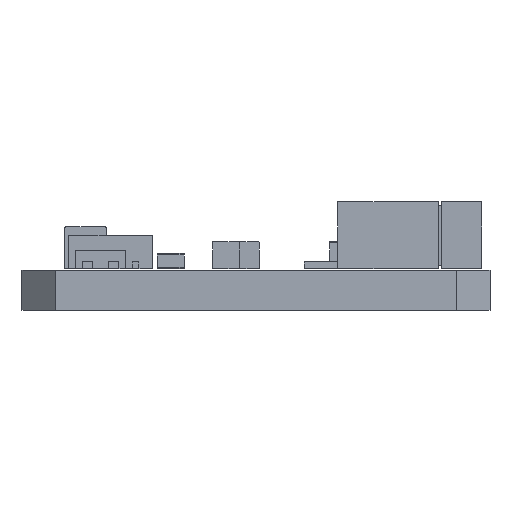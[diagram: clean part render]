
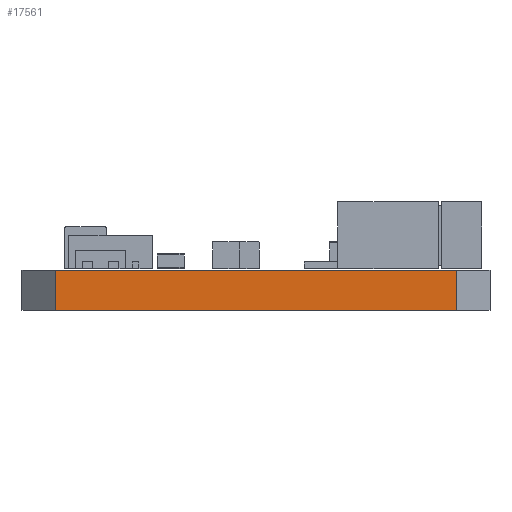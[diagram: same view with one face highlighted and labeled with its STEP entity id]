
A CAD part, left-side view. The second image highlights one B-rep face of the part: STEP entity #17561.
In plain terms, the highlighted planar face has unit normal (-1, 0, 0).
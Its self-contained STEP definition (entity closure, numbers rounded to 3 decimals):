
#16835 = PLANE('',#16836);
#16836 = AXIS2_PLACEMENT_3D('',#16837,#16838,#16839);
#16837 = CARTESIAN_POINT('',(-10.,1.,0.));
#16838 = DIRECTION('',(0.707,0.707,-0.));
#16839 = DIRECTION('',(0.707,-0.707,0.));
#16863 = PLANE('',#16864);
#16864 = AXIS2_PLACEMENT_3D('',#16865,#16866,#16867);
#16865 = CARTESIAN_POINT('',(0.,7.,1.2));
#16866 = DIRECTION('',(0.,0.,1.));
#16867 = DIRECTION('',(1.,0.,-0.));
#16917 = PLANE('',#16918);
#16918 = AXIS2_PLACEMENT_3D('',#16919,#16920,#16921);
#16919 = CARTESIAN_POINT('',(0.,7.,0.));
#16920 = DIRECTION('',(0.,0.,1.));
#16921 = DIRECTION('',(1.,0.,-0.));
#16932 = EDGE_CURVE('',#16933,#16935,#16937,.T.);
#16933 = VERTEX_POINT('',#16934);
#16934 = CARTESIAN_POINT('',(-10.,1.,0.));
#16935 = VERTEX_POINT('',#16936);
#16936 = CARTESIAN_POINT('',(-10.,1.,1.2));
#16937 = SURFACE_CURVE('',#16938,(#16942,#16949),.PCURVE_S1.);
#16938 = LINE('',#16939,#16940);
#16939 = CARTESIAN_POINT('',(-10.,1.,0.));
#16940 = VECTOR('',#16941,1.);
#16941 = DIRECTION('',(0.,0.,1.));
#16942 = PCURVE('',#16835,#16943);
#16943 = DEFINITIONAL_REPRESENTATION('',(#16944),#16948);
#16944 = LINE('',#16945,#16946);
#16945 = CARTESIAN_POINT('',(0.,0.));
#16946 = VECTOR('',#16947,1.);
#16947 = DIRECTION('',(0.,-1.));
#16948 = ( GEOMETRIC_REPRESENTATION_CONTEXT(2) 
PARAMETRIC_REPRESENTATION_CONTEXT() REPRESENTATION_CONTEXT('2D SPACE',''
  ) );
#16949 = PCURVE('',#16950,#16955);
#16950 = PLANE('',#16951);
#16951 = AXIS2_PLACEMENT_3D('',#16952,#16953,#16954);
#16952 = CARTESIAN_POINT('',(-10.,13.,0.));
#16953 = DIRECTION('',(1.,0.,-0.));
#16954 = DIRECTION('',(0.,-1.,0.));
#16955 = DEFINITIONAL_REPRESENTATION('',(#16956),#16960);
#16956 = LINE('',#16957,#16958);
#16957 = CARTESIAN_POINT('',(12.,0.));
#16958 = VECTOR('',#16959,1.);
#16959 = DIRECTION('',(0.,-1.));
#16960 = ( GEOMETRIC_REPRESENTATION_CONTEXT(2) 
PARAMETRIC_REPRESENTATION_CONTEXT() REPRESENTATION_CONTEXT('2D SPACE',''
  ) );
#17166 = VERTEX_POINT('',#17167);
#17167 = CARTESIAN_POINT('',(-10.,13.,0.));
#17181 = PLANE('',#17182);
#17182 = AXIS2_PLACEMENT_3D('',#17183,#17184,#17185);
#17183 = CARTESIAN_POINT('',(-9.,14.,0.));
#17184 = DIRECTION('',(0.707,-0.707,0.));
#17185 = DIRECTION('',(-0.707,-0.707,0.));
#17193 = EDGE_CURVE('',#17166,#16933,#17194,.T.);
#17194 = SURFACE_CURVE('',#17195,(#17199,#17206),.PCURVE_S1.);
#17195 = LINE('',#17196,#17197);
#17196 = CARTESIAN_POINT('',(-10.,13.,0.));
#17197 = VECTOR('',#17198,1.);
#17198 = DIRECTION('',(0.,-1.,0.));
#17199 = PCURVE('',#16917,#17200);
#17200 = DEFINITIONAL_REPRESENTATION('',(#17201),#17205);
#17201 = LINE('',#17202,#17203);
#17202 = CARTESIAN_POINT('',(-10.,6.));
#17203 = VECTOR('',#17204,1.);
#17204 = DIRECTION('',(0.,-1.));
#17205 = ( GEOMETRIC_REPRESENTATION_CONTEXT(2) 
PARAMETRIC_REPRESENTATION_CONTEXT() REPRESENTATION_CONTEXT('2D SPACE',''
  ) );
#17206 = PCURVE('',#16950,#17207);
#17207 = DEFINITIONAL_REPRESENTATION('',(#17208),#17212);
#17208 = LINE('',#17209,#17210);
#17209 = CARTESIAN_POINT('',(0.,0.));
#17210 = VECTOR('',#17211,1.);
#17211 = DIRECTION('',(1.,0.));
#17212 = ( GEOMETRIC_REPRESENTATION_CONTEXT(2) 
PARAMETRIC_REPRESENTATION_CONTEXT() REPRESENTATION_CONTEXT('2D SPACE',''
  ) );
#17414 = VERTEX_POINT('',#17415);
#17415 = CARTESIAN_POINT('',(-10.,13.,1.2));
#17436 = EDGE_CURVE('',#17414,#16935,#17437,.T.);
#17437 = SURFACE_CURVE('',#17438,(#17442,#17449),.PCURVE_S1.);
#17438 = LINE('',#17439,#17440);
#17439 = CARTESIAN_POINT('',(-10.,13.,1.2));
#17440 = VECTOR('',#17441,1.);
#17441 = DIRECTION('',(0.,-1.,0.));
#17442 = PCURVE('',#16863,#17443);
#17443 = DEFINITIONAL_REPRESENTATION('',(#17444),#17448);
#17444 = LINE('',#17445,#17446);
#17445 = CARTESIAN_POINT('',(-10.,6.));
#17446 = VECTOR('',#17447,1.);
#17447 = DIRECTION('',(0.,-1.));
#17448 = ( GEOMETRIC_REPRESENTATION_CONTEXT(2) 
PARAMETRIC_REPRESENTATION_CONTEXT() REPRESENTATION_CONTEXT('2D SPACE',''
  ) );
#17449 = PCURVE('',#16950,#17450);
#17450 = DEFINITIONAL_REPRESENTATION('',(#17451),#17455);
#17451 = LINE('',#17452,#17453);
#17452 = CARTESIAN_POINT('',(0.,-1.2));
#17453 = VECTOR('',#17454,1.);
#17454 = DIRECTION('',(1.,0.));
#17455 = ( GEOMETRIC_REPRESENTATION_CONTEXT(2) 
PARAMETRIC_REPRESENTATION_CONTEXT() REPRESENTATION_CONTEXT('2D SPACE',''
  ) );
#17561 = ADVANCED_FACE('',(#17562),#16950,.F.);
#17562 = FACE_BOUND('',#17563,.F.);
#17563 = EDGE_LOOP('',(#17564,#17585,#17586,#17587));
#17564 = ORIENTED_EDGE('',*,*,#17565,.T.);
#17565 = EDGE_CURVE('',#17166,#17414,#17566,.T.);
#17566 = SURFACE_CURVE('',#17567,(#17571,#17578),.PCURVE_S1.);
#17567 = LINE('',#17568,#17569);
#17568 = CARTESIAN_POINT('',(-10.,13.,0.));
#17569 = VECTOR('',#17570,1.);
#17570 = DIRECTION('',(0.,0.,1.));
#17571 = PCURVE('',#16950,#17572);
#17572 = DEFINITIONAL_REPRESENTATION('',(#17573),#17577);
#17573 = LINE('',#17574,#17575);
#17574 = CARTESIAN_POINT('',(0.,0.));
#17575 = VECTOR('',#17576,1.);
#17576 = DIRECTION('',(0.,-1.));
#17577 = ( GEOMETRIC_REPRESENTATION_CONTEXT(2) 
PARAMETRIC_REPRESENTATION_CONTEXT() REPRESENTATION_CONTEXT('2D SPACE',''
  ) );
#17578 = PCURVE('',#17181,#17579);
#17579 = DEFINITIONAL_REPRESENTATION('',(#17580),#17584);
#17580 = LINE('',#17581,#17582);
#17581 = CARTESIAN_POINT('',(1.414,0.));
#17582 = VECTOR('',#17583,1.);
#17583 = DIRECTION('',(0.,-1.));
#17584 = ( GEOMETRIC_REPRESENTATION_CONTEXT(2) 
PARAMETRIC_REPRESENTATION_CONTEXT() REPRESENTATION_CONTEXT('2D SPACE',''
  ) );
#17585 = ORIENTED_EDGE('',*,*,#17436,.T.);
#17586 = ORIENTED_EDGE('',*,*,#16932,.F.);
#17587 = ORIENTED_EDGE('',*,*,#17193,.F.);
